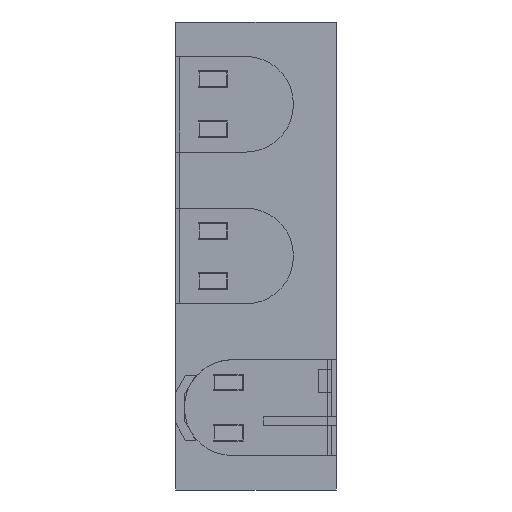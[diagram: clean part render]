
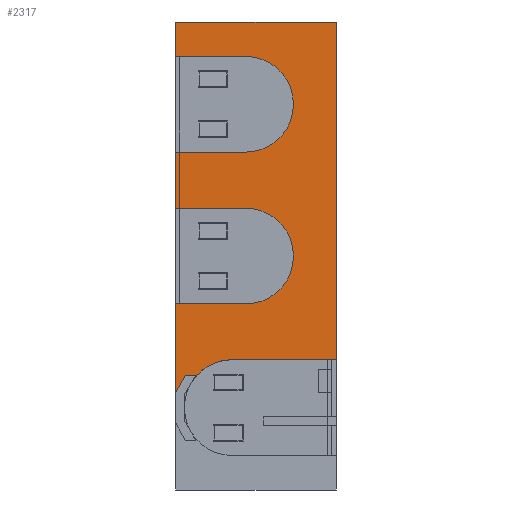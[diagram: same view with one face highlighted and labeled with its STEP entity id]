
A CAD part, left-side view. The second image highlights one B-rep face of the part: STEP entity #2317.
In plain terms, the highlighted planar face has unit normal (-1, 0, 0).
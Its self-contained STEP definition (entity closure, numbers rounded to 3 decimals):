
#82 = CARTESIAN_POINT ( 'NONE',  ( -28.74, -1.338, -0.772 ) ) ;
#104 = DIRECTION ( 'NONE',  ( -1., 0., 0. ) ) ;
#226 = CARTESIAN_POINT ( 'NONE',  ( -28.74, 0.52, -26.334 ) ) ;
#864 = LINE ( 'NONE', #7457, #9653 ) ;
#894 = ORIENTED_EDGE ( 'NONE', *, *, #15286, .T. ) ;
#932 = DIRECTION ( 'NONE',  ( 0., -1., 0. ) ) ;
#938 = EDGE_CURVE ( 'NONE', #3251, #7407, #965, .T. ) ;
#965 = LINE ( 'NONE', #16022, #1229 ) ;
#1080 = EDGE_CURVE ( 'NONE', #18769, #10446, #16134, .T. ) ;
#1170 = LINE ( 'NONE', #82, #4714 ) ;
#1229 = VECTOR ( 'NONE', #10825, 1000. ) ;
#1250 = VECTOR ( 'NONE', #14993, 1000. ) ;
#1305 = VERTEX_POINT ( 'NONE', #22539 ) ;
#1474 = ORIENTED_EDGE ( 'NONE', *, *, #19580, .F. ) ;
#1557 = ORIENTED_EDGE ( 'NONE', *, *, #17157, .T. ) ;
#1601 = DIRECTION ( 'NONE',  ( 0., -0.5, 0.866 ) ) ;
#1905 = VECTOR ( 'NONE', #932, 1000. ) ;
#1951 = DIRECTION ( 'NONE',  ( 0., 0., 1. ) ) ;
#2002 = EDGE_CURVE ( 'NONE', #21494, #22921, #1170, .T. ) ;
#2103 = DIRECTION ( 'NONE',  ( -1., 0., 0. ) ) ;
#2317 = ADVANCED_FACE ( 'NONE', ( #20528 ), #4353, .F. ) ;
#2424 = ORIENTED_EDGE ( 'NONE', *, *, #8111, .T. ) ;
#2517 = EDGE_CURVE ( 'NONE', #17906, #4442, #10238, .T. ) ;
#2660 = DIRECTION ( 'NONE',  ( 0., 0., 1. ) ) ;
#2827 = CARTESIAN_POINT ( 'NONE',  ( -28.74, 0.52, 0. ) ) ;
#2867 = CARTESIAN_POINT ( 'NONE',  ( -28.74, 10.606, -31.195 ) ) ;
#2904 = ORIENTED_EDGE ( 'NONE', *, *, #10893, .F. ) ;
#2947 = DIRECTION ( 'NONE',  ( 0., 0., -1. ) ) ;
#3197 = LINE ( 'NONE', #13342, #4269 ) ;
#3251 = VERTEX_POINT ( 'NONE', #15232 ) ;
#3977 = LINE ( 'NONE', #6512, #13378 ) ;
#4065 = VERTEX_POINT ( 'NONE', #6217 ) ;
#4223 = CARTESIAN_POINT ( 'NONE',  ( -28.74, 0., -26.334 ) ) ;
#4269 = VECTOR ( 'NONE', #2947, 1000. ) ;
#4323 = ORIENTED_EDGE ( 'NONE', *, *, #22349, .F. ) ;
#4353 = PLANE ( 'NONE',  #13313 ) ;
#4442 = VERTEX_POINT ( 'NONE', #6329 ) ;
#4516 = LINE ( 'NONE', #9480, #1250 ) ;
#4714 = VECTOR ( 'NONE', #5363, 1000. ) ;
#5270 = EDGE_CURVE ( 'NONE', #9681, #4065, #5590, .T. ) ;
#5318 = CARTESIAN_POINT ( 'NONE',  ( -28.74, 16.38, -20.646 ) ) ;
#5363 = DIRECTION ( 'NONE',  ( 0., 0.5, -0.866 ) ) ;
#5466 = CIRCLE ( 'NONE', #21583, 4.874 ) ;
#5517 = ORIENTED_EDGE ( 'NONE', *, *, #938, .F. ) ;
#5590 = LINE ( 'NONE', #18042, #7222 ) ;
#5656 = CIRCLE ( 'NONE', #18208, 4.874 ) ;
#6014 = CARTESIAN_POINT ( 'NONE',  ( -28.74, 14.698, -28.548 ) ) ;
#6217 = CARTESIAN_POINT ( 'NONE',  ( -28.74, 16.38, -5.199 ) ) ;
#6225 = DIRECTION ( 'NONE',  ( 0., 0., 1. ) ) ;
#6329 = CARTESIAN_POINT ( 'NONE',  ( -28.74, 9.254, 4.549 ) ) ;
#6512 = CARTESIAN_POINT ( 'NONE',  ( -28.74, 16.38, 8.049 ) ) ;
#6938 = AXIS2_PLACEMENT_3D ( 'NONE', #8710, #104, #1951 ) ;
#7103 = LINE ( 'NONE', #20279, #1905 ) ;
#7222 = VECTOR ( 'NONE', #8351, 1000. ) ;
#7287 = LINE ( 'NONE', #20667, #10902 ) ;
#7407 = VERTEX_POINT ( 'NONE', #14167 ) ;
#7457 = CARTESIAN_POINT ( 'NONE',  ( -28.74, 0., -26.334 ) ) ;
#7489 = LINE ( 'NONE', #20480, #8607 ) ;
#7543 = ORIENTED_EDGE ( 'NONE', *, *, #2517, .F. ) ;
#7725 = CARTESIAN_POINT ( 'NONE',  ( -28.74, 0.52, -26.321 ) ) ;
#7802 = ORIENTED_EDGE ( 'NONE', *, *, #10912, .T. ) ;
#8080 = DIRECTION ( 'NONE',  ( 0., 0., 1. ) ) ;
#8111 = EDGE_CURVE ( 'NONE', #18769, #12924, #864, .T. ) ;
#8115 = VERTEX_POINT ( 'NONE', #18250 ) ;
#8351 = DIRECTION ( 'NONE',  ( 0., 0., 1. ) ) ;
#8371 = CARTESIAN_POINT ( 'NONE',  ( -28.74, 9.254, -10.899 ) ) ;
#8607 = VECTOR ( 'NONE', #13067, 1000. ) ;
#8710 = CARTESIAN_POINT ( 'NONE',  ( -28.74, 9.254, -0.325 ) ) ;
#9345 = CARTESIAN_POINT ( 'NONE',  ( -28.74, 15.368, -27.908 ) ) ;
#9480 = CARTESIAN_POINT ( 'NONE',  ( -28.74, 0., 4.549 ) ) ;
#9558 = VERTEX_POINT ( 'NONE', #5318 ) ;
#9567 = VECTOR ( 'NONE', #18181, 1000. ) ;
#9653 = VECTOR ( 'NONE', #16304, 1000. ) ;
#9666 = EDGE_CURVE ( 'NONE', #17197, #21494, #7103, .T. ) ;
#9681 = VERTEX_POINT ( 'NONE', #13251 ) ;
#10238 = CIRCLE ( 'NONE', #6938, 4.874 ) ;
#10414 = VERTEX_POINT ( 'NONE', #12443 ) ;
#10446 = VERTEX_POINT ( 'NONE', #7725 ) ;
#10486 = CARTESIAN_POINT ( 'NONE',  ( -28.74, 0., -20.646 ) ) ;
#10546 = VECTOR ( 'NONE', #1601, 1000. ) ;
#10825 = DIRECTION ( 'NONE',  ( 0., 0., 1. ) ) ;
#10893 = EDGE_CURVE ( 'NONE', #1305, #22921, #5656, .T. ) ;
#10902 = VECTOR ( 'NONE', #6225, 1000. ) ;
#10912 = EDGE_CURVE ( 'NONE', #9558, #8115, #3197, .T. ) ;
#11017 = EDGE_CURVE ( 'NONE', #12924, #10414, #7287, .T. ) ;
#11206 = DIRECTION ( 'NONE',  ( 0., -1., 0. ) ) ;
#11822 = ORIENTED_EDGE ( 'NONE', *, *, #2002, .T. ) ;
#12443 = CARTESIAN_POINT ( 'NONE',  ( -28.74, 0., 8.049 ) ) ;
#12446 = ORIENTED_EDGE ( 'NONE', *, *, #17662, .F. ) ;
#12924 = VERTEX_POINT ( 'NONE', #4223 ) ;
#13067 = DIRECTION ( 'NONE',  ( 0., 1., 0. ) ) ;
#13216 = LINE ( 'NONE', #21702, #16546 ) ;
#13251 = CARTESIAN_POINT ( 'NONE',  ( -28.74, 16.38, -10.899 ) ) ;
#13313 = AXIS2_PLACEMENT_3D ( 'NONE', #16587, #16508, #21875 ) ;
#13342 = CARTESIAN_POINT ( 'NONE',  ( -28.74, 16.38, 0. ) ) ;
#13378 = VECTOR ( 'NONE', #17037, 1000. ) ;
#13429 = ORIENTED_EDGE ( 'NONE', *, *, #13702, .T. ) ;
#13702 = EDGE_CURVE ( 'NONE', #3251, #4442, #4516, .T. ) ;
#14167 = CARTESIAN_POINT ( 'NONE',  ( -28.74, 16.38, 8.049 ) ) ;
#14208 = CARTESIAN_POINT ( 'NONE',  ( -28.74, 9.254, -15.772 ) ) ;
#14993 = DIRECTION ( 'NONE',  ( 0., -1., 0. ) ) ;
#14997 = EDGE_CURVE ( 'NONE', #9558, #21080, #17785, .T. ) ;
#15232 = CARTESIAN_POINT ( 'NONE',  ( -28.74, 16.38, 4.549 ) ) ;
#15286 = EDGE_CURVE ( 'NONE', #8115, #17197, #20019, .T. ) ;
#15922 = ORIENTED_EDGE ( 'NONE', *, *, #1080, .F. ) ;
#16022 = CARTESIAN_POINT ( 'NONE',  ( -28.74, 16.38, -16.097 ) ) ;
#16082 = ORIENTED_EDGE ( 'NONE', *, *, #21028, .F. ) ;
#16134 = LINE ( 'NONE', #2827, #22798 ) ;
#16304 = DIRECTION ( 'NONE',  ( 0., -1., 0. ) ) ;
#16468 = CARTESIAN_POINT ( 'NONE',  ( -28.74, 0., -5.199 ) ) ;
#16508 = DIRECTION ( 'NONE',  ( 1., 0., 0. ) ) ;
#16546 = VECTOR ( 'NONE', #11206, 1000. ) ;
#16587 = CARTESIAN_POINT ( 'NONE',  ( -28.74, 16.38, -16.097 ) ) ;
#16849 = VERTEX_POINT ( 'NONE', #8371 ) ;
#16924 = CARTESIAN_POINT ( 'NONE',  ( -28.74, 14.329, -27.908 ) ) ;
#17037 = DIRECTION ( 'NONE',  ( 0., -1., 0. ) ) ;
#17157 = EDGE_CURVE ( 'NONE', #9681, #16849, #13216, .T. ) ;
#17197 = VERTEX_POINT ( 'NONE', #9345 ) ;
#17297 = ORIENTED_EDGE ( 'NONE', *, *, #9666, .T. ) ;
#17662 = EDGE_CURVE ( 'NONE', #21080, #16849, #5466, .T. ) ;
#17782 = DIRECTION ( 'NONE',  ( 0., 0., 1. ) ) ;
#17785 = LINE ( 'NONE', #10486, #18642 ) ;
#17906 = VERTEX_POINT ( 'NONE', #20219 ) ;
#18042 = CARTESIAN_POINT ( 'NONE',  ( -28.74, 16.38, -16.097 ) ) ;
#18181 = DIRECTION ( 'NONE',  ( 0., -1., 0. ) ) ;
#18208 = AXIS2_PLACEMENT_3D ( 'NONE', #2867, #20357, #8080 ) ;
#18250 = CARTESIAN_POINT ( 'NONE',  ( -28.74, 16.38, -29.66 ) ) ;
#18642 = VECTOR ( 'NONE', #20922, 1000. ) ;
#18769 = VERTEX_POINT ( 'NONE', #226 ) ;
#18775 = LINE ( 'NONE', #16468, #9567 ) ;
#19080 = CARTESIAN_POINT ( 'NONE',  ( -28.74, -0.558, -0.322 ) ) ;
#19580 = EDGE_CURVE ( 'NONE', #4065, #17906, #18775, .T. ) ;
#20019 = LINE ( 'NONE', #19080, #10546 ) ;
#20219 = CARTESIAN_POINT ( 'NONE',  ( -28.74, 9.254, -5.199 ) ) ;
#20279 = CARTESIAN_POINT ( 'NONE',  ( -28.74, 0., -27.907 ) ) ;
#20357 = DIRECTION ( 'NONE',  ( -1., 0., 0. ) ) ;
#20480 = CARTESIAN_POINT ( 'NONE',  ( -28.74, 0., -26.321 ) ) ;
#20528 = FACE_OUTER_BOUND ( 'NONE', #21062, .T. ) ;
#20581 = ORIENTED_EDGE ( 'NONE', *, *, #5270, .F. ) ;
#20667 = CARTESIAN_POINT ( 'NONE',  ( -28.74, 0., -16.097 ) ) ;
#20922 = DIRECTION ( 'NONE',  ( 0., -1., 0. ) ) ;
#21028 = EDGE_CURVE ( 'NONE', #7407, #10414, #3977, .T. ) ;
#21062 = EDGE_LOOP ( 'NONE', ( #12446, #22839, #7802, #894, #17297, #11822, #2904, #4323, #15922, #2424, #22283, #16082, #5517, #13429, #7543, #1474, #20581, #1557 ) ) ;
#21080 = VERTEX_POINT ( 'NONE', #22633 ) ;
#21494 = VERTEX_POINT ( 'NONE', #16924 ) ;
#21583 = AXIS2_PLACEMENT_3D ( 'NONE', #14208, #2103, #17782 ) ;
#21702 = CARTESIAN_POINT ( 'NONE',  ( -28.74, 0., -10.899 ) ) ;
#21875 = DIRECTION ( 'NONE',  ( 0., 0., -1. ) ) ;
#22283 = ORIENTED_EDGE ( 'NONE', *, *, #11017, .T. ) ;
#22349 = EDGE_CURVE ( 'NONE', #10446, #1305, #7489, .T. ) ;
#22539 = CARTESIAN_POINT ( 'NONE',  ( -28.74, 10.606, -26.321 ) ) ;
#22633 = CARTESIAN_POINT ( 'NONE',  ( -28.74, 9.254, -20.646 ) ) ;
#22798 = VECTOR ( 'NONE', #2660, 1000. ) ;
#22839 = ORIENTED_EDGE ( 'NONE', *, *, #14997, .F. ) ;
#22921 = VERTEX_POINT ( 'NONE', #6014 ) ;
